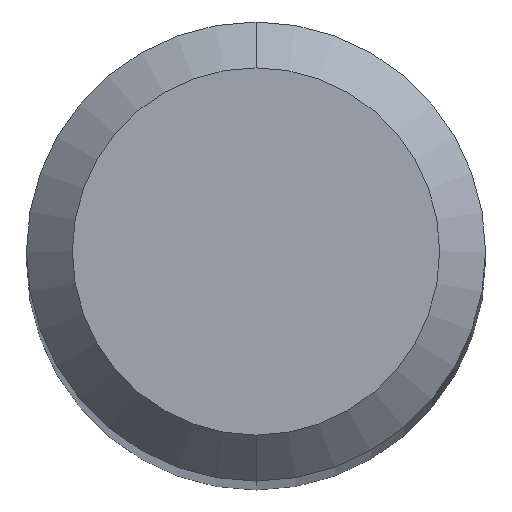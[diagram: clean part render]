
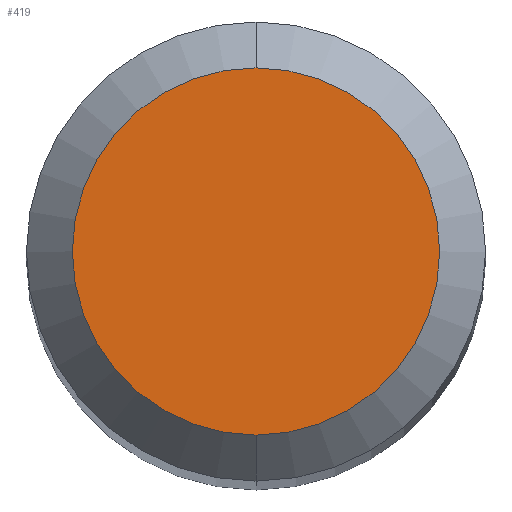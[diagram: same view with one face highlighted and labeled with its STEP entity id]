
A CAD part, top view. The second image highlights one B-rep face of the part: STEP entity #419.
In plain terms, the highlighted planar face has unit normal (0, 0, 1).
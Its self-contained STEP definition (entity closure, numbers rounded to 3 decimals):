
#193=EDGE_CURVE('',#417,#281,#486,.T.);
#281=VERTEX_POINT('',#587);
#393=EDGE_CURVE('',#281,#417,#708,.T.);
#417=VERTEX_POINT('',#733);
#419=ADVANCED_FACE('',(#735),#736,.T.);
#486=CIRCLE('',#846,1.2);
#587=CARTESIAN_POINT('',(0.,-1.2,32.495));
#708=CIRCLE('',#1360,1.2);
#733=CARTESIAN_POINT('',(0.0,1.2,32.495));
#735=FACE_OUTER_BOUND('',#1393,.T.);
#736=PLANE('',#1394);
#846=AXIS2_PLACEMENT_3D('',#1449,#1450,#1451);
#1360=AXIS2_PLACEMENT_3D('',#1709,#1710,#1711);
#1393=EDGE_LOOP('',(#1728,#1729));
#1394=AXIS2_PLACEMENT_3D('',#1730,#1731,#1732);
#1449=CARTESIAN_POINT('',(0.0,0.0,32.495));
#1450=DIRECTION('',(0.0,0.0,-1.0));
#1451=DIRECTION('',(0.0,1.0,0.0));
#1709=CARTESIAN_POINT('',(0.0,0.0,32.495));
#1710=DIRECTION('',(0.0,0.0,-1.0));
#1711=DIRECTION('',(0.0,1.0,0.0));
#1728=ORIENTED_EDGE('',*,*,#193,.F.);
#1729=ORIENTED_EDGE('',*,*,#393,.F.);
#1730=CARTESIAN_POINT('',(0.0,0.6,32.495));
#1731=DIRECTION('',(-0.0,0.0,1.0));
#1732=DIRECTION('',(0.0,-1.0,0.0));
